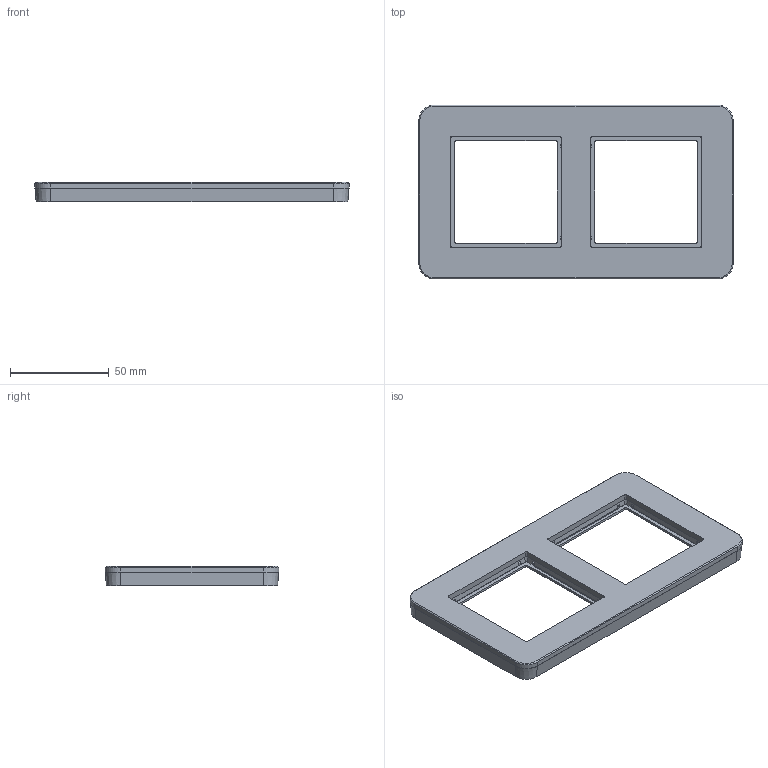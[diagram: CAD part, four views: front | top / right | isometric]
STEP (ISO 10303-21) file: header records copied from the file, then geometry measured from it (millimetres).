
FILE_DESCRIPTION((''),'2;1');
FILE_NAME('WAD9200ESH_ASM','2025-02-24T12:00:18',('andolfs'),(''),'CREO PARAMETRIC BY PTC INC, 2023154','CREO PARAMETRIC BY PTC INC, 2023154','');
FILE_SCHEMA(('CONFIG_CONTROL_DESIGN','SHAPE_APPEARANCE_LAYERS_GROUPS'));
Products named in the file (8): W4G0102_18; W4H0038_18; W1A2405_BG; W1A2475_DD; 9204676000_KLEBEPAD; 9204677000_KLEBEPAD; W2A0626_00_ASM; WAD9200ESH_ASM
Assembly tree (7 placements, depth 3):
  WAD9200ESH_ASM
    W4G0102_18
    W2A0626_00_ASM
      W4H0038_18
      W1A2405_BG
      W1A2475_DD
      9204676000_KLEBEPAD
      9204677000_KLEBEPAD
Bounding box: 159 x 88 x 10 mm (x, y, z)
Volume: 43502.7 mm3; surface area: 51445.2 mm2
Topology: 4 solids, 4 shells, 2130 faces, 5704 edges, 3690 vertices
Faces by surface type: plane 833, extrusion 790, cylinder 200, bspline 139, cone 68, torus 60, sphere 32, revolution 8
Entity records: 117898 total; most frequent: CARTESIAN_POINT 34131, ORIENTED_EDGE 11408, PRESENTATION_STYLE_ASSIGNMENT 8502, STYLED_ITEM 8502, DIRECTION 7730, CURVE_STYLE 6406, EDGE_CURVE 5704, VECTOR 3962
